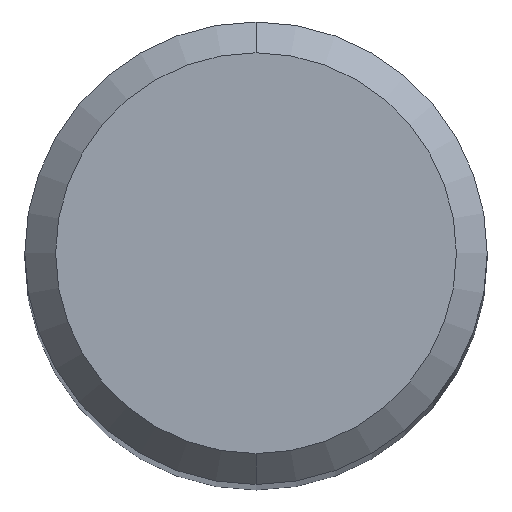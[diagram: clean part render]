
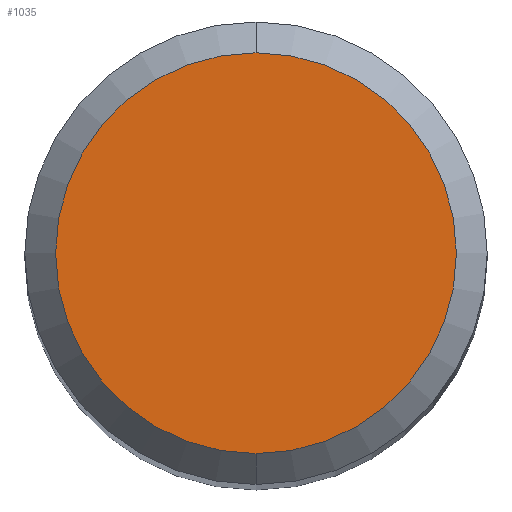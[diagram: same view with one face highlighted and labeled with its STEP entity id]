
A CAD part, top view. The second image highlights one B-rep face of the part: STEP entity #1035.
In plain terms, the highlighted planar face has unit normal (0, 0, 1).
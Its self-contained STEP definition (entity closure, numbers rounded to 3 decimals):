
#697=VERTEX_POINT('',#2024);
#1035=ADVANCED_FACE('',(#2397),#2398,.T.);
#1557=EDGE_CURVE('',#697,#1801,#2968,.T.);
#1719=EDGE_CURVE('',#1801,#697,#3140,.T.);
#1801=VERTEX_POINT('',#3231);
#2024=CARTESIAN_POINT('',(0.,-2.6,0.0));
#2397=FACE_OUTER_BOUND('',#6860,.T.);
#2398=PLANE('',#6861);
#2968=CIRCLE('',#12152,2.6);
#3140=CIRCLE('',#13256,2.6);
#3231=CARTESIAN_POINT('',(0.0,2.6,0.0));
#6860=EDGE_LOOP('',(#16699,#16700));
#6861=AXIS2_PLACEMENT_3D('',#16701,#16702,#16703);
#12152=AXIS2_PLACEMENT_3D('',#17228,#17229,#17230);
#13256=AXIS2_PLACEMENT_3D('',#17354,#17355,#17356);
#16699=ORIENTED_EDGE('',*,*,#1719,.F.);
#16700=ORIENTED_EDGE('',*,*,#1557,.F.);
#16701=CARTESIAN_POINT('',(0.0,1.3,0.0));
#16702=DIRECTION('',(-0.0,0.0,1.0));
#16703=DIRECTION('',(0.0,-1.0,0.0));
#17228=CARTESIAN_POINT('',(0.0,0.0,0.0));
#17229=DIRECTION('',(0.0,0.0,-1.0));
#17230=DIRECTION('',(0.0,1.0,0.0));
#17354=CARTESIAN_POINT('',(0.0,0.0,0.0));
#17355=DIRECTION('',(0.0,0.0,-1.0));
#17356=DIRECTION('',(0.0,1.0,0.0));
